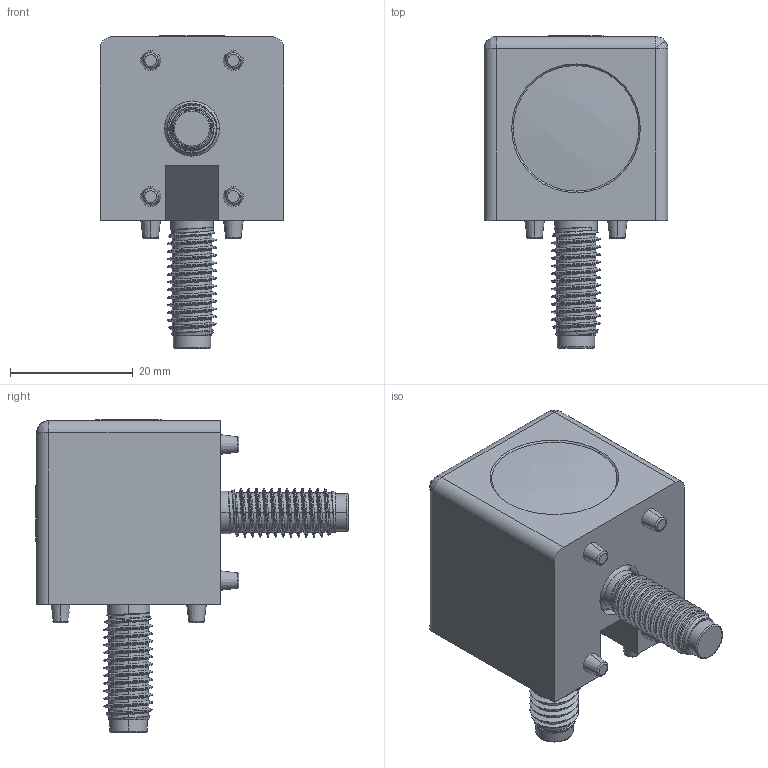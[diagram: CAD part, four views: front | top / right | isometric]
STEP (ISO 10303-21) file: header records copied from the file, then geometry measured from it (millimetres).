
FILE_DESCRIPTION (( 'STEP AP203' ), '1' );
FILE_NAME ('093ww303n08s.STEP', '2014-02-11T07:40:07', ( 'Fath' ), ( 'Hewlett-Packard Company' ), 'SwSTEP 2.0', 'SolidWorks 2014', '' );
FILE_SCHEMA (( 'CONFIG_CONTROL_DESIGN' ));
Length unit declared in the file: millimetre
Products named in the file (1): 093ww303n08s
Bounding box: 30 x 50.97 x 50.99 mm (x, y, z)
Volume: 20926.5 mm3; surface area: 11834 mm2
Topology: 5 solids, 5 shells, 347 faces, 931 edges, 602 vertices
Faces by surface type: cylinder 143, cone 76, plane 65, bspline 63
Entity records: 17668 total; most frequent: CARTESIAN_POINT 9855, ORIENTED_EDGE 1850, DIRECTION 1430, EDGE_CURVE 925, VERTEX_POINT 602, AXIS2_PLACEMENT_3D 572, EDGE_LOOP 367, ADVANCED_FACE 347
